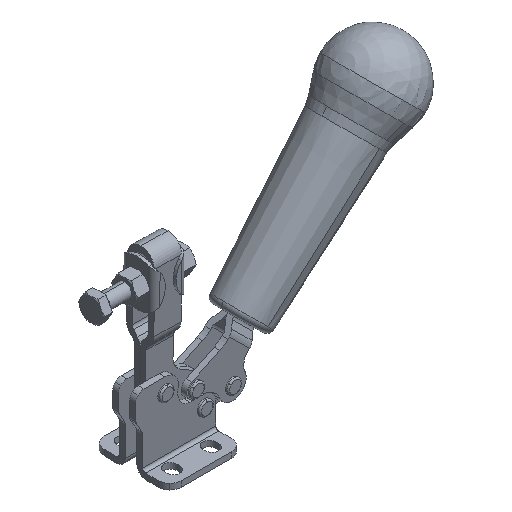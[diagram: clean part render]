
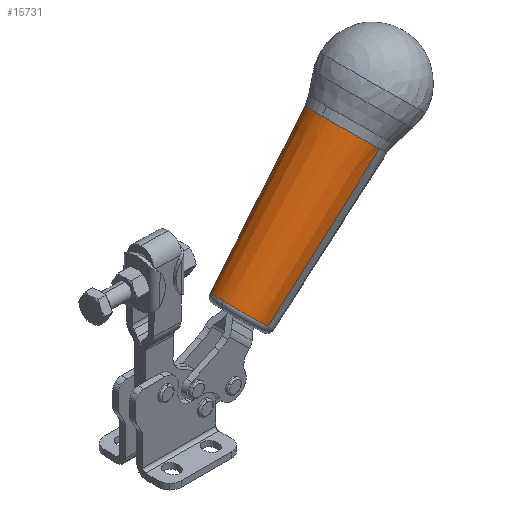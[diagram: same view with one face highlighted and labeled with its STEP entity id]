
A CAD part, isometric view. The second image highlights one B-rep face of the part: STEP entity #15731.
In plain terms, the highlighted conical face has half-angle 2.876 degrees and reference radius 10.383 mm.
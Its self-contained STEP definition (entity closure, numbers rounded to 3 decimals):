
#69=CARTESIAN_POINT('',(-4.349,25.566,34.965));
#70=VERTEX_POINT('',#69);
#78=CARTESIAN_POINT('',(2.133,34.661,28.584));
#79=VERTEX_POINT('',#78);
#80=CARTESIAN_POINT('',(2.133,25.566,28.584));
#81=DIRECTION('',(-0.701,0.0,-0.713));
#82=DIRECTION('',(0.0,1.0,0.0));
#83=AXIS2_PLACEMENT_3D('',#80,#81,#82);
#84=CIRCLE('',#83,9.095);
#85=EDGE_CURVE('',#70,#79,#84,.T.);
#102=CARTESIAN_POINT('',(2.133,16.47,28.584));
#103=VERTEX_POINT('',#102);
#104=CARTESIAN_POINT('',(38.431,13.871,65.463));
#105=VERTEX_POINT('',#104);
#106=CARTESIAN_POINT('',(2.133,16.47,28.584));
#107=DIRECTION('',(0.701,-0.05,0.712));
#108=VECTOR('',#107,51.811);
#109=LINE('',#106,#108);
#110=EDGE_CURVE('',#103,#105,#109,.T.);
#120=CARTESIAN_POINT('',(38.431,37.26,65.463));
#121=VERTEX_POINT('',#120);
#122=CARTESIAN_POINT('',(38.431,37.26,65.463));
#123=DIRECTION('',(-0.701,-0.05,-0.712));
#124=VECTOR('',#123,51.811);
#125=LINE('',#122,#124);
#126=EDGE_CURVE('',#121,#79,#125,.T.);
#200=CARTESIAN_POINT('',(30.096,25.566,73.666));
#201=VERTEX_POINT('',#200);
#211=CARTESIAN_POINT('',(38.431,25.566,65.463));
#212=DIRECTION('',(0.701,0.0,0.713));
#213=DIRECTION('',(0.0,1.0,0.0));
#214=AXIS2_PLACEMENT_3D('',#211,#212,#213);
#215=CIRCLE('',#214,11.695);
#216=EDGE_CURVE('',#201,#105,#215,.T.);
#15669=CARTESIAN_POINT('',(38.431,25.566,65.463));
#15670=DIRECTION('',(0.701,0.0,0.713));
#15671=DIRECTION('',(0.0,1.0,0.0));
#15672=AXIS2_PLACEMENT_3D('',#15669,#15670,#15671);
#15673=CIRCLE('',#15672,11.695);
#15674=EDGE_CURVE('',#121,#201,#15673,.T.);
#15712=CARTESIAN_POINT('',(20.108,25.566,46.847));
#15713=DIRECTION('',(0.701,0.,0.713));
#15714=DIRECTION('',(0.,-1.0,0.));
#15715=AXIS2_PLACEMENT_3D('',#15712,#15713,#15714);
#15716=CONICAL_SURFACE('',#15715,10.383,2.876);
#15717=ORIENTED_EDGE('',*,*,#110,.T.);
#15718=ORIENTED_EDGE('',*,*,#216,.F.);
#15719=ORIENTED_EDGE('',*,*,#15674,.F.);
#15720=ORIENTED_EDGE('',*,*,#126,.T.);
#15721=ORIENTED_EDGE('',*,*,#85,.F.);
#15722=CARTESIAN_POINT('',(2.133,25.566,28.584));
#15723=DIRECTION('',(-0.701,0.0,-0.713));
#15724=DIRECTION('',(0.0,1.0,0.0));
#15725=AXIS2_PLACEMENT_3D('',#15722,#15723,#15724);
#15726=CIRCLE('',#15725,9.095);
#15727=EDGE_CURVE('',#103,#70,#15726,.T.);
#15728=ORIENTED_EDGE('',*,*,#15727,.F.);
#15729=EDGE_LOOP('',(#15717,#15718,#15719,#15720,#15721,#15728));
#15730=FACE_OUTER_BOUND('',#15729,.T.);
#15731=ADVANCED_FACE('',(#15730),#15716,.T.);
